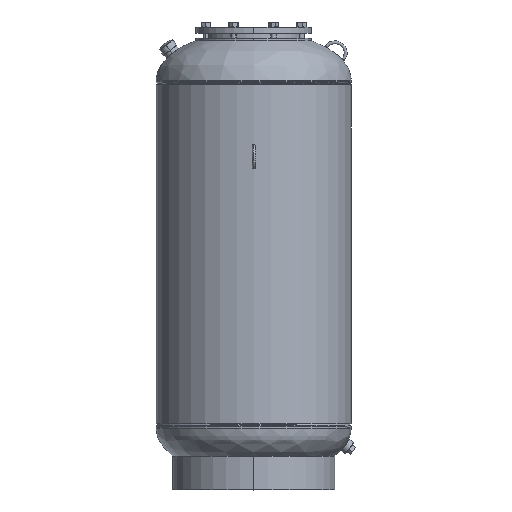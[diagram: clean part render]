
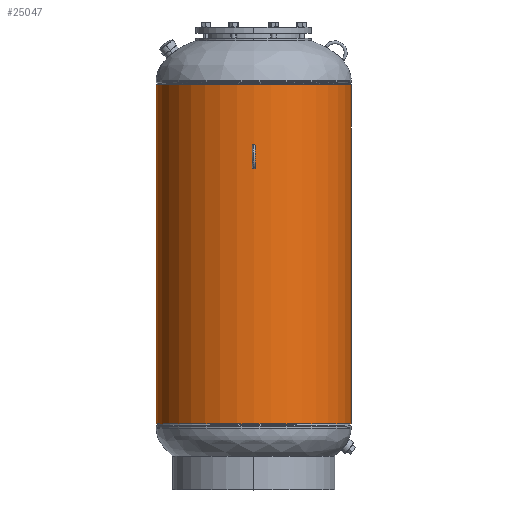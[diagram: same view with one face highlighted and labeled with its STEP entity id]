
A CAD part, top view. The second image highlights one B-rep face of the part: STEP entity #25047.
In plain terms, the highlighted cylindrical face has radius 304.8 mm (diameter 609.6 mm), a partial arc.
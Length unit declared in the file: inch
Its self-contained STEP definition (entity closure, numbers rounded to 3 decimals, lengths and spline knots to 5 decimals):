
#2405 = ORIENTED_EDGE ( 'NONE', *, *, #2982, .F. ) ;
#2836 = CARTESIAN_POINT ( 'NONE',  ( 0., 41.731, 0. ) ) ;
#2901 = EDGE_CURVE ( 'NONE', #25944, #13208, #30077, .T. ) ;
#2982 = EDGE_CURVE ( 'NONE', #21039, #13208, #4796, .T. ) ;
#3858 = CARTESIAN_POINT ( 'NONE',  ( 12., 41.731, 0. ) ) ;
#4796 = LINE ( 'NONE', #32773, #8797 ) ;
#7090 = CARTESIAN_POINT ( 'NONE',  ( 12., -85.83132, 0. ) ) ;
#7263 = VECTOR ( 'NONE', #17578, 39.37008 ) ;
#8797 = VECTOR ( 'NONE', #32932, 39.37008 ) ;
#9535 = AXIS2_PLACEMENT_3D ( 'NONE', #12549, #12871, #22680 ) ;
#9574 = LINE ( 'NONE', #7090, #7263 ) ;
#10406 = CIRCLE ( 'NONE', #14686, 12. ) ;
#11976 = AXIS2_PLACEMENT_3D ( 'NONE', #2836, #27813, #20140 ) ;
#12549 = CARTESIAN_POINT ( 'NONE',  ( 0., -85.83132, 0. ) ) ;
#12871 = DIRECTION ( 'NONE',  ( 0., 1., 0. ) ) ;
#13208 = VERTEX_POINT ( 'NONE', #16060 ) ;
#13939 = ORIENTED_EDGE ( 'NONE', *, *, #2901, .T. ) ;
#14686 = AXIS2_PLACEMENT_3D ( 'NONE', #25936, #15452, #15788 ) ;
#15452 = DIRECTION ( 'NONE',  ( 0., 1., 0. ) ) ;
#15788 = DIRECTION ( 'NONE',  ( -1., 0., 0. ) ) ;
#16060 = CARTESIAN_POINT ( 'NONE',  ( -12., 41.731, 0. ) ) ;
#17578 = DIRECTION ( 'NONE',  ( 0., 1., 0. ) ) ;
#18182 = CARTESIAN_POINT ( 'NONE',  ( -12., 0., 0. ) ) ;
#18372 = EDGE_CURVE ( 'NONE', #19675, #25944, #9574, .T. ) ;
#19675 = VERTEX_POINT ( 'NONE', #25843 ) ;
#20140 = DIRECTION ( 'NONE',  ( -1., 0., 0. ) ) ;
#20186 = CYLINDRICAL_SURFACE ( 'NONE', #9535, 12. ) ;
#20304 = EDGE_CURVE ( 'NONE', #21039, #19675, #10406, .T. ) ;
#21039 = VERTEX_POINT ( 'NONE', #18182 ) ;
#22514 = ORIENTED_EDGE ( 'NONE', *, *, #20304, .T. ) ;
#22680 = DIRECTION ( 'NONE',  ( -1., 0., 0. ) ) ;
#23076 = ORIENTED_EDGE ( 'NONE', *, *, #18372, .T. ) ;
#25047 = ADVANCED_FACE ( 'NONE', ( #30859 ), #20186, .T. ) ;
#25843 = CARTESIAN_POINT ( 'NONE',  ( 12., 0., 0. ) ) ;
#25936 = CARTESIAN_POINT ( 'NONE',  ( 0., 0., 0. ) ) ;
#25944 = VERTEX_POINT ( 'NONE', #3858 ) ;
#27813 = DIRECTION ( 'NONE',  ( 0., -1., 0. ) ) ;
#30077 = CIRCLE ( 'NONE', #11976, 12. ) ;
#30859 = FACE_OUTER_BOUND ( 'NONE', #31468, .T. ) ;
#31468 = EDGE_LOOP ( 'NONE', ( #22514, #23076, #13939, #2405 ) ) ;
#32773 = CARTESIAN_POINT ( 'NONE',  ( -12., -85.83132, 0. ) ) ;
#32932 = DIRECTION ( 'NONE',  ( 0., 1., 0. ) ) ;
